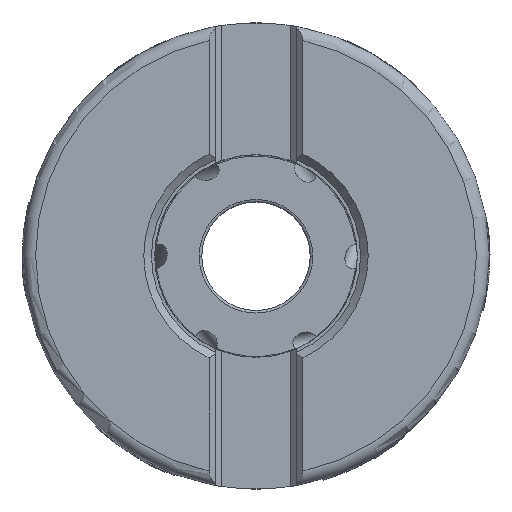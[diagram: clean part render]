
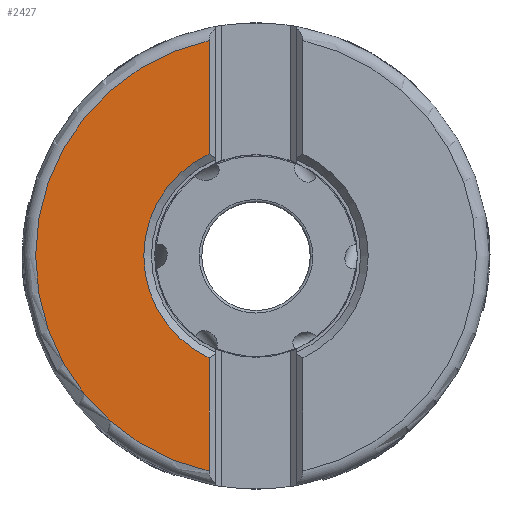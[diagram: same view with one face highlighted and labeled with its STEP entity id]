
A CAD part, top view. The second image highlights one B-rep face of the part: STEP entity #2427.
In plain terms, the highlighted planar face has unit normal (0, 0, 1).
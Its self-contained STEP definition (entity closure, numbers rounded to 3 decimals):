
#771=PLANE('',#15218);
#1098=LINE('',#24573,#1766);
#1112=LINE('',#24665,#1780);
#1766=VECTOR('',#17114,1.);
#1780=VECTOR('',#17172,1.);
#2427=ADVANCED_FACE('',(#3303),#771,.F.);
#3303=FACE_OUTER_BOUND('',#4115,.T.);
#4115=EDGE_LOOP('',(#6599,#6600,#6601,#6602));
#6599=ORIENTED_EDGE('',*,*,#12359,.T.);
#6600=ORIENTED_EDGE('',*,*,#12397,.T.);
#6601=ORIENTED_EDGE('',*,*,#12393,.T.);
#6602=ORIENTED_EDGE('',*,*,#12365,.T.);
#10741=VERTEX_POINT('',#24529);
#10742=VERTEX_POINT('',#24531);
#10745=VERTEX_POINT('',#24574);
#10758=VERTEX_POINT('',#24650);
#12359=EDGE_CURVE('',#10742,#10741,#14239,.T.);
#12365=EDGE_CURVE('',#10745,#10742,#1098,.T.);
#12393=EDGE_CURVE('',#10758,#10745,#14250,.T.);
#12397=EDGE_CURVE('',#10741,#10758,#1112,.T.);
#14239=CIRCLE('',#15189,34.513);
#14250=CIRCLE('',#15213,17.575);
#15189=AXIS2_PLACEMENT_3D('',#24530,#17102,#17103);
#15213=AXIS2_PLACEMENT_3D('',#24649,#17164,#17165);
#15218=AXIS2_PLACEMENT_3D('',#24667,#17175,#17176);
#17102=DIRECTION('',(0.,0.,1.));
#17103=DIRECTION('',(-0.213,0.977,0.));
#17114=DIRECTION('',(0.,1.,0.));
#17164=DIRECTION('',(0.,0.,-1.));
#17165=DIRECTION('',(-0.418,-0.908,0.));
#17172=DIRECTION('',(0.,1.,0.));
#17175=DIRECTION('',(0.,0.,-1.));
#17176=DIRECTION('',(-1.,0.,0.));
#24529=CARTESIAN_POINT('',(-7.35,-33.721,0.));
#24530=CARTESIAN_POINT('',(0.,0.,0.));
#24531=CARTESIAN_POINT('',(-7.35,33.721,0.));
#24573=CARTESIAN_POINT('',(-7.35,15.964,0.));
#24574=CARTESIAN_POINT('',(-7.35,15.964,0.));
#24649=CARTESIAN_POINT('',(0.,0.,0.));
#24650=CARTESIAN_POINT('',(-7.35,-15.964,0.));
#24665=CARTESIAN_POINT('',(-7.35,-33.721,0.));
#24667=CARTESIAN_POINT('',(0.,0.,0.));
